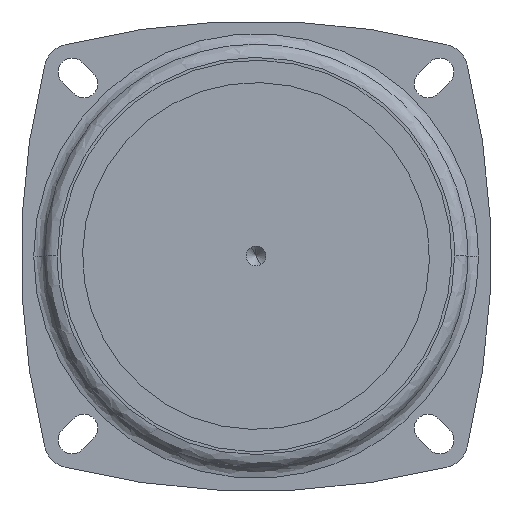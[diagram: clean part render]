
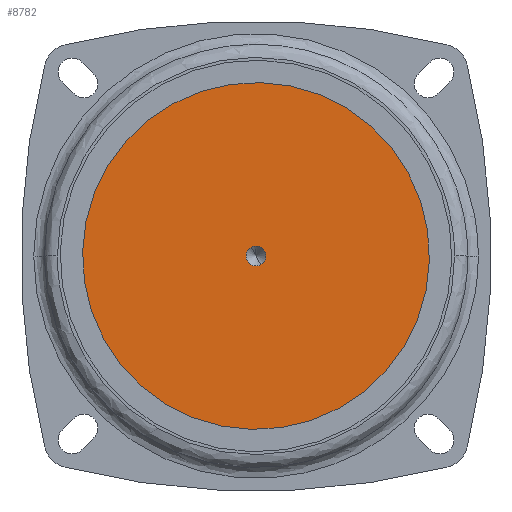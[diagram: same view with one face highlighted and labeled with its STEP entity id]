
A CAD part, left-side view. The second image highlights one B-rep face of the part: STEP entity #8782.
In plain terms, the highlighted planar face has unit normal (-1, 0, 0).
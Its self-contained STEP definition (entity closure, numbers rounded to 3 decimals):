
#8571=CARTESIAN_POINT('Vertex',(-39.5,0.848,1.551)) ;
#8574=CARTESIAN_POINT('Axis2P3D Location',(-39.5,0.,0.)) ;
#8578=CARTESIAN_POINT('Vertex',(-39.5,-0.848,-1.551)) ;
#8592=CARTESIAN_POINT('Axis2P3D Location',(-39.5,0.,0.)) ;
#8608=CARTESIAN_POINT('Axis2P3D Location',(-39.5,0.,0.)) ;
#8612=CARTESIAN_POINT('Vertex',(-39.5,14.862,27.205)) ;
#8614=CARTESIAN_POINT('Vertex',(-39.5,-14.862,-27.205)) ;
#8643=CARTESIAN_POINT('Axis2P3D Location',(-39.5,0.,0.)) ;
#8769=CARTESIAN_POINT('Axis2P3D Location',(-39.5,0.,31.)) ;
#8575=DIRECTION('Axis2P3D Direction',(-1.,0.,0.)) ;
#8593=DIRECTION('Axis2P3D Direction',(-1.,0.,0.)) ;
#8609=DIRECTION('Axis2P3D Direction',(-1.,0.,0.)) ;
#8644=DIRECTION('Axis2P3D Direction',(-1.,0.,0.)) ;
#8770=DIRECTION('Axis2P3D Direction',(-1.,0.,0.)) ;
#8771=DIRECTION('Axis2P3D XDirection',(0.,1.,0.)) ;
#8576=AXIS2_PLACEMENT_3D('Circle Axis2P3D',#8574,#8575,$) ;
#8594=AXIS2_PLACEMENT_3D('Circle Axis2P3D',#8592,#8593,$) ;
#8610=AXIS2_PLACEMENT_3D('Circle Axis2P3D',#8608,#8609,$) ;
#8645=AXIS2_PLACEMENT_3D('Circle Axis2P3D',#8643,#8644,$) ;
#8772=AXIS2_PLACEMENT_3D('Plane Axis2P3D',#8769,#8770,#8771) ;
#8775=ORIENTED_EDGE('',*,*,#8647,.T.) ;
#8776=ORIENTED_EDGE('',*,*,#8616,.T.) ;
#8779=ORIENTED_EDGE('',*,*,#8580,.F.) ;
#8780=ORIENTED_EDGE('',*,*,#8596,.F.) ;
#8781=FACE_BOUND('',#8778,.T.) ;
#8782=ADVANCED_FACE('Im\X2\00E1\X0\n',(#8777,#8781),#8773,.T.) ;
#8577=CIRCLE('generated circle',#8576,1.768) ;
#8595=CIRCLE('generated circle',#8594,1.768) ;
#8611=CIRCLE('generated circle',#8610,31.) ;
#8646=CIRCLE('generated circle',#8645,31.) ;
#8580=EDGE_CURVE('',#8572,#8579,#8577,.T.) ;
#8596=EDGE_CURVE('',#8579,#8572,#8595,.T.) ;
#8616=EDGE_CURVE('',#8613,#8615,#8611,.T.) ;
#8647=EDGE_CURVE('',#8615,#8613,#8646,.T.) ;
#8774=EDGE_LOOP('',(#8775,#8776)) ;
#8778=EDGE_LOOP('',(#8779,#8780)) ;
#8777=FACE_OUTER_BOUND('',#8774,.T.) ;
#8773=PLANE('Plane',#8772) ;
#8572=VERTEX_POINT('',#8571) ;
#8579=VERTEX_POINT('',#8578) ;
#8613=VERTEX_POINT('',#8612) ;
#8615=VERTEX_POINT('',#8614) ;
